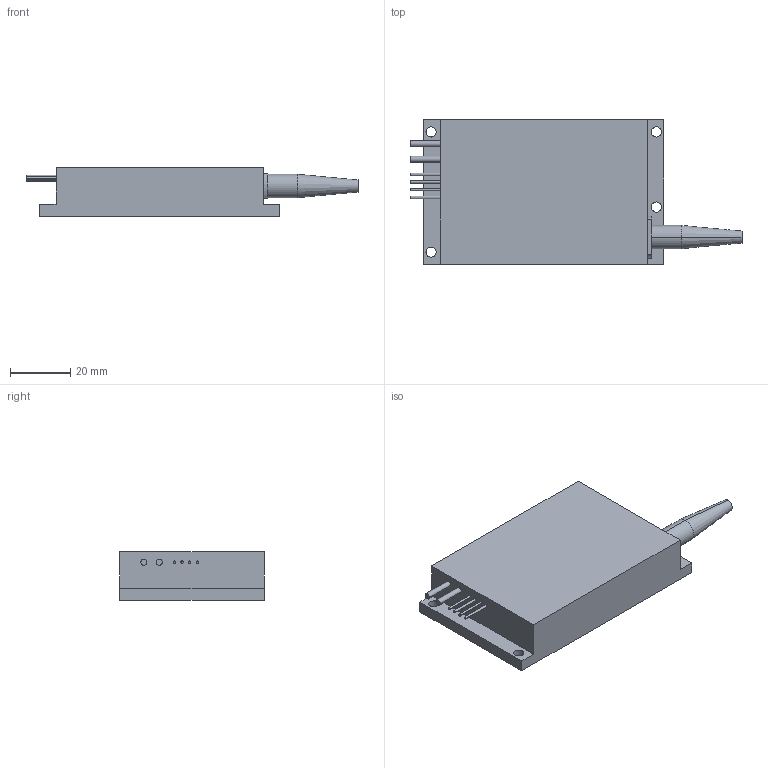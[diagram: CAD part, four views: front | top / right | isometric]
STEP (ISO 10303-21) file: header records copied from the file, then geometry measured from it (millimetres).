
FILE_DESCRIPTION (( 'STEP AP203' ), '1' );
FILE_NAME ('A5尨砩.STEP', '2019-04-17T10:02:38', ( '' ), ( '' ), 'SwSTEP 2.0', 'SolidWorks 2014', '' );
FILE_SCHEMA (( 'CONFIG_CONTROL_DESIGN' ));
Length unit declared in the file: millimetre
Products named in the file (3): 帣杶A5; A5尨砩; 錨璃1
Assembly tree (2 placements, depth 2):
  A5尨砩
    錨璃1
    帣杶A5
Bounding box: 110.5 x 48 x 16 mm (x, y, z)
Volume: 55597.6 mm3; surface area: 13015.8 mm2
Topology: 2 solids, 2 shells, 55 faces, 124 edges, 82 vertices
Faces by surface type: cylinder 28, plane 23, cone 4
Entity records: 1889 total; most frequent: DIRECTION 306, CARTESIAN_POINT 266, ORIENTED_EDGE 248, EDGE_CURVE 124, AXIS2_PLACEMENT_3D 122, VERTEX_POINT 82, EDGE_LOOP 74, CIRCLE 62
